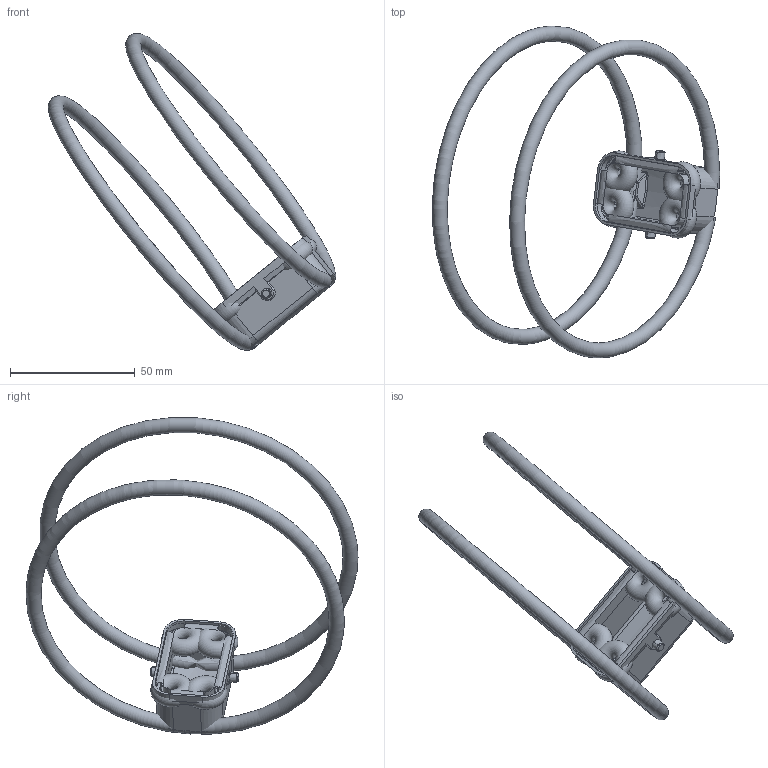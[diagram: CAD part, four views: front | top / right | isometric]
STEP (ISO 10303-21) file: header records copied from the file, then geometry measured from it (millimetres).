
FILE_DESCRIPTION((''),'2;1');
FILE_NAME('MANIFOLD_SOLID_BREP_505','2017-01-23T',('wl.kang'),(''),'PRO/ENGINEER BY PARAMETRIC TECHNOLOGY CORPORATION, 2012480','PRO/ENGINEER BY PARAMETRIC TECHNOLOGY CORPORATION, 2012480','');
FILE_SCHEMA(('AUTOMOTIVE_DESIGN { 1 0 10303 214 1 1 1 1 }'));
Length unit declared in the file: millimetre
Products named in the file (1): MANIFOLD_SOLID_BREP_505
Bounding box: 115.18 x 133.06 x 126.97 mm (x, y, z)
Surface area: 33727.3 mm2 (no closed solid volume)
Topology: 0 solids, 0 shells, 181 faces, 964 edges, 947 vertices
Faces by surface type: bspline 157, torus 18, sphere 6
Entity records: 15799 total; most frequent: CARTESIAN_POINT 7155, DIRECTION 1428, TRIMMED_CURVE 1194, VECTOR 1008, LINE 1008, DEFINITIONAL_REPRESENTATION 936, PCURVE 936, COMPOSITE_CURVE_SEGMENT 936
